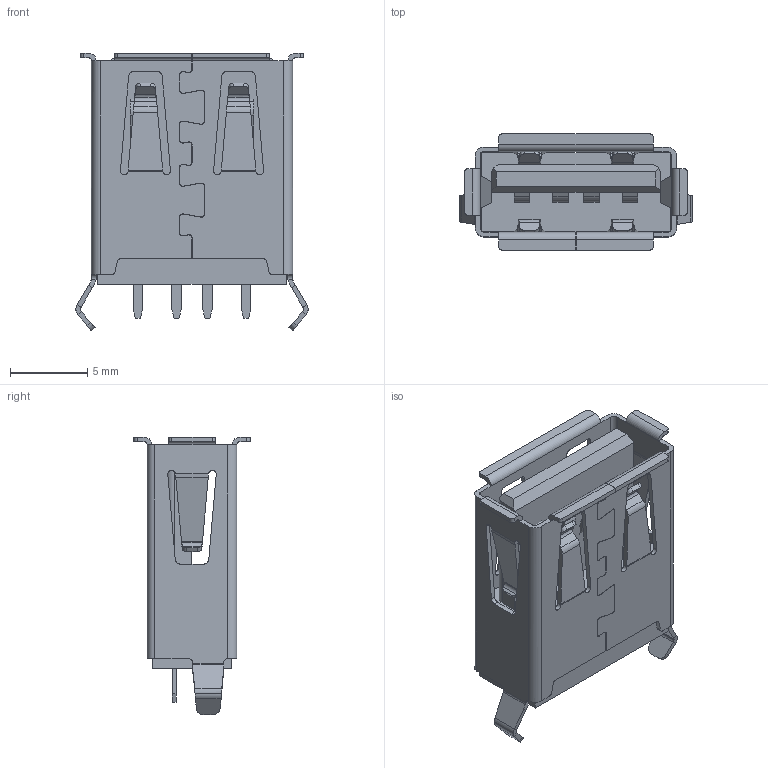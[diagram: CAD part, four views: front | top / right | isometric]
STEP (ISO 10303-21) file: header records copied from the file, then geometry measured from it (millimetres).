
FILE_DESCRIPTION(('STEP AP242'),'1');
FILE_NAME('uj2-av-w4-th.stp','2019-05-27T03:26:24',('TraceParts'),('TraceParts S.A.'),'Spatial InterOp 3D',' ',' ');
FILE_SCHEMA(('AP242_MANAGED_MODEL_BASED_3D_ENGINEERING_MIM_LF {1 0 10303 442 1 1 4}'));
Length unit declared in the file: millimetre
Products named in the file (1): uj2-av-w4-th_1
Bounding box: 15 x 7.5 x 17.95 mm (x, y, z)
Volume: 695.6 mm3; surface area: 1687.5 mm2
Topology: 10 solids, 10 shells, 537 faces, 1376 edges, 860 vertices
Faces by surface type: plane 291, cylinder 204, bspline 42
Entity records: 21301 total; most frequent: CARTESIAN_POINT 4005, ORIENTED_EDGE 2752, DIRECTION 2568, EDGE_CURVE 1376, LINE 954, VECTOR 954, VERTEX_POINT 860, AXIS2_PLACEMENT_3D 807
